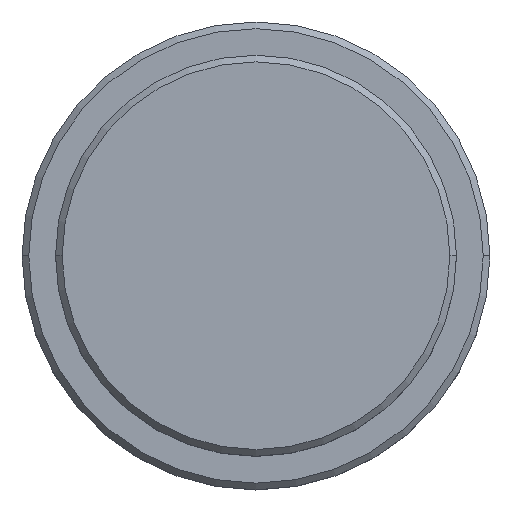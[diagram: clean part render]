
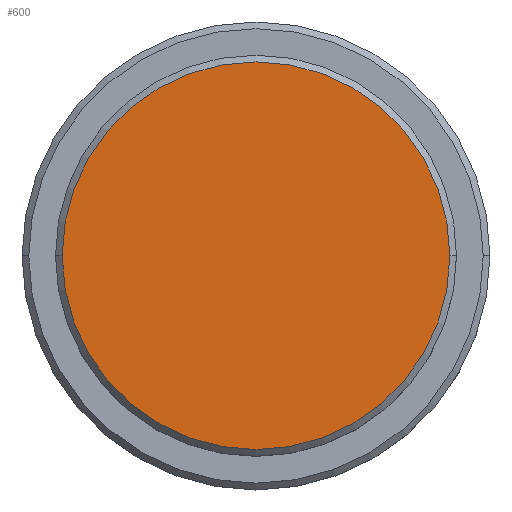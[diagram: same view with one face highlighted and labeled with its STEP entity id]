
A CAD part, top view. The second image highlights one B-rep face of the part: STEP entity #600.
In plain terms, the highlighted planar face has unit normal (0, 0, 1).
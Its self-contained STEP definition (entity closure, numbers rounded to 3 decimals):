
#2 = VERTEX_POINT ( 'NONE', #530 ) ;
#20 = VERTEX_POINT ( 'NONE', #505 ) ;
#39 = DIRECTION ( 'NONE',  ( 0., 0., 1. ) ) ;
#69 = PLANE ( 'NONE',  #1113 ) ;
#80 = DIRECTION ( 'NONE',  ( 1., 0., 0. ) ) ;
#359 = CIRCLE ( 'NONE', #790, 14.5 ) ;
#360 = DIRECTION ( 'NONE',  ( 0., 0., 1. ) ) ;
#362 = EDGE_LOOP ( 'NONE', ( #1213, #738 ) ) ;
#398 = EDGE_CURVE ( 'NONE', #2, #20, #1376, .T. ) ;
#404 = CARTESIAN_POINT ( 'NONE',  ( 0., 0., 0. ) ) ;
#438 = EDGE_CURVE ( 'NONE', #20, #2, #359, .T. ) ;
#505 = CARTESIAN_POINT ( 'NONE',  ( 14.5, 0., 0. ) ) ;
#530 = CARTESIAN_POINT ( 'NONE',  ( -14.5, 0., 0. ) ) ;
#600 = ADVANCED_FACE ( 'NONE', ( #725 ), #69, .T. ) ;
#725 = FACE_OUTER_BOUND ( 'NONE', #362, .T. ) ;
#738 = ORIENTED_EDGE ( 'NONE', *, *, #438, .T. ) ;
#790 = AXIS2_PLACEMENT_3D ( 'NONE', #913, #39, #1127 ) ;
#913 = CARTESIAN_POINT ( 'NONE',  ( 0., 0., 0. ) ) ;
#1113 = AXIS2_PLACEMENT_3D ( 'NONE', #404, #1275, #80 ) ;
#1127 = DIRECTION ( 'NONE',  ( 1., 0., 0. ) ) ;
#1129 = AXIS2_PLACEMENT_3D ( 'NONE', #1233, #360, #1330 ) ;
#1213 = ORIENTED_EDGE ( 'NONE', *, *, #398, .T. ) ;
#1233 = CARTESIAN_POINT ( 'NONE',  ( 0., 0., 0. ) ) ;
#1275 = DIRECTION ( 'NONE',  ( 0., 0., 1. ) ) ;
#1330 = DIRECTION ( 'NONE',  ( 1., 0., 0. ) ) ;
#1376 = CIRCLE ( 'NONE', #1129, 14.5 ) ;
